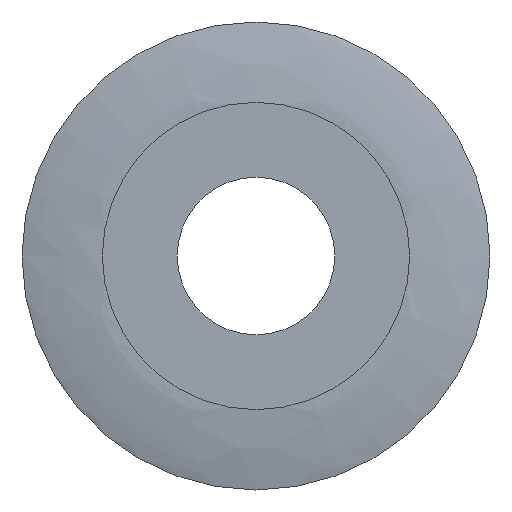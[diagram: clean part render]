
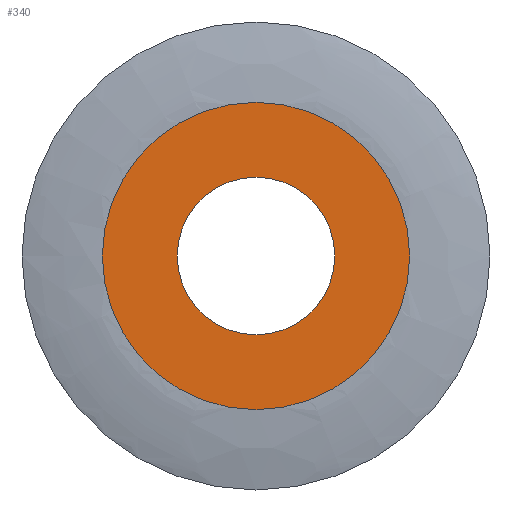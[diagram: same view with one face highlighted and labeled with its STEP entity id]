
A CAD part, left-side view. The second image highlights one B-rep face of the part: STEP entity #340.
In plain terms, the highlighted planar face has unit normal (-1, 0, 0).
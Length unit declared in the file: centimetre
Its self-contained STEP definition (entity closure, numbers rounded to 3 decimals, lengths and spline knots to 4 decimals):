
#60=FACE_BOUND('',#103,.T.);
#79=FACE_OUTER_BOUND('',#102,.T.);
#102=EDGE_LOOP('',(#300));
#103=EDGE_LOOP('',(#301));
#123=CIRCLE('',#375,0.8);
#139=CIRCLE('',#395,1.5597);
#154=VERTEX_POINT('',#1808);
#170=VERTEX_POINT('',#4008);
#191=EDGE_CURVE('',#154,#154,#123,.T.);
#216=EDGE_CURVE('',#170,#170,#139,.T.);
#300=ORIENTED_EDGE('',*,*,#216,.F.);
#301=ORIENTED_EDGE('',*,*,#191,.T.);
#321=PLANE('',#394);
#340=ADVANCED_FACE('',(#79,#60),#321,.T.);
#375=AXIS2_PLACEMENT_3D('',#1810,#437,#438);
#394=AXIS2_PLACEMENT_3D('',#4007,#478,#479);
#395=AXIS2_PLACEMENT_3D('',#4009,#480,#481);
#437=DIRECTION('center_axis',(1.,0.,0.));
#438=DIRECTION('ref_axis',(0.,0.,-1.));
#478=DIRECTION('center_axis',(-1.,0.,0.));
#479=DIRECTION('ref_axis',(0.,0.,1.));
#480=DIRECTION('center_axis',(1.,0.,0.));
#481=DIRECTION('ref_axis',(0.,0.,-1.));
#1808=CARTESIAN_POINT('',(13.7341,14.,0.));
#1810=CARTESIAN_POINT('Origin',(13.7341,14.8,0.));
#4007=CARTESIAN_POINT('Origin',(13.7341,16.3597,0.));
#4008=CARTESIAN_POINT('',(13.7341,13.2403,0.));
#4009=CARTESIAN_POINT('Origin',(13.7341,14.8,0.));
